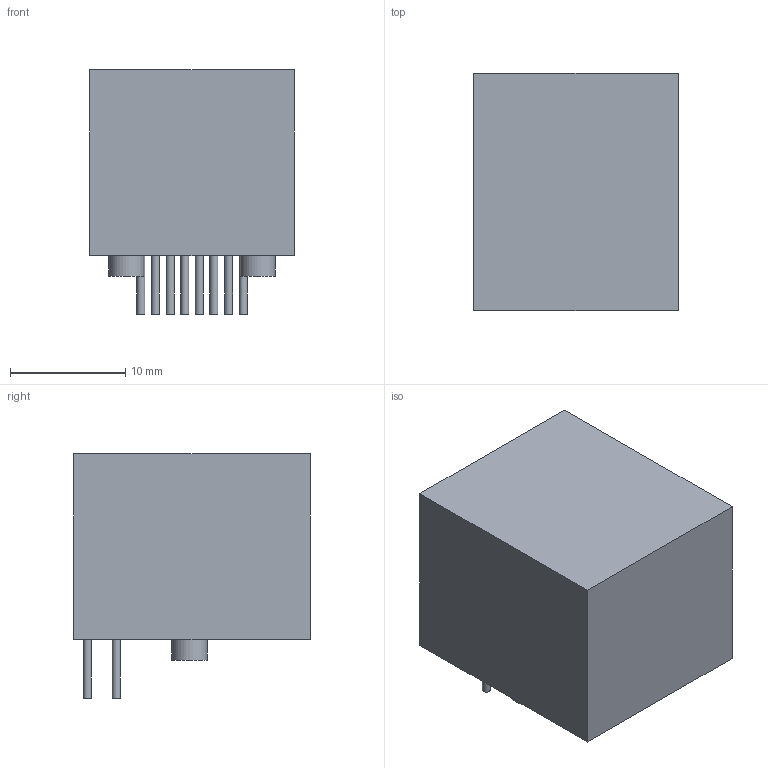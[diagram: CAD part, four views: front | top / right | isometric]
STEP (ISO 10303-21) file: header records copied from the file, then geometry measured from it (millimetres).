
FILE_DESCRIPTION(('FreeCAD Model'),'2;1');
FILE_NAME('14875996.1.3.stp','2021-10-08T05:16:43',( 'Author'),(''),'Open CASCADE STEP processor 6.9','FreeCAD','Unknown' );
FILE_SCHEMA(('AUTOMOTIVE_DESIGN { 1 0 10303 214 1 1 1 1 }'));
Length unit declared in the file: millimetre
Products named in the file (4): ASSEMBLY; Body; Lugs; Leads
Assembly tree (3 placements, depth 2):
  ASSEMBLY
    Body
    Lugs
    Leads
Bounding box: 17.78 x 20.57 x 21.23 mm (x, y, z)
Volume: 5941.3 mm3; surface area: 2128.2 mm2
Topology: 11 solids, 11 shells, 36 faces, 42 edges, 28 vertices
Faces by surface type: plane 26, cylinder 10
Full cylindrical faces by diameter (mm): 0.7 x8, 3.05 x2
Entity records: 1400 total; most frequent: DIRECTION 226, CARTESIAN_POINT 194, LINE 86, VECTOR 86, ORIENTED_EDGE 84, PCURVE 84, DEFINITIONAL_REPRESENTATION 84, AXIS2_PLACEMENT_3D 60
